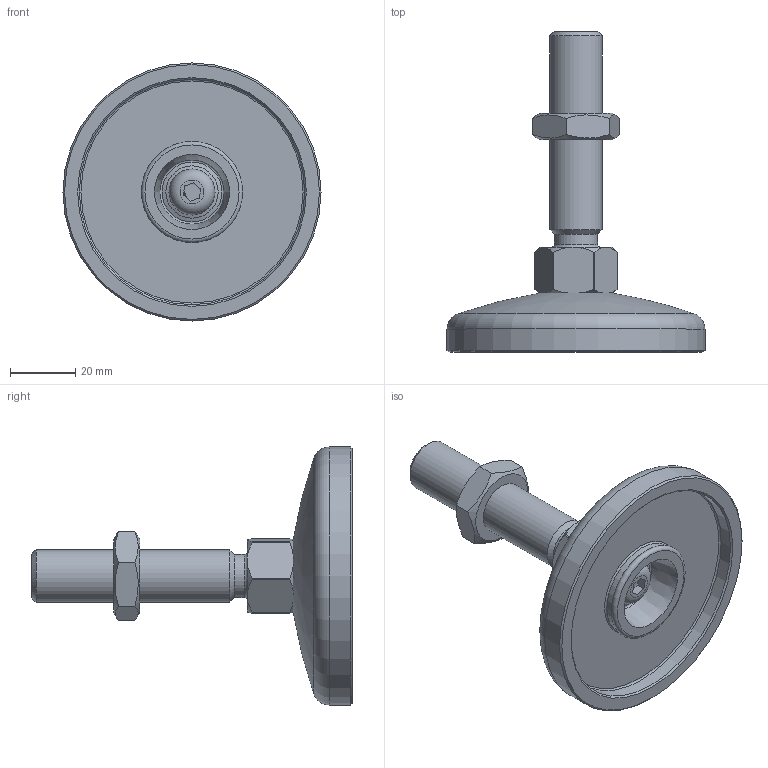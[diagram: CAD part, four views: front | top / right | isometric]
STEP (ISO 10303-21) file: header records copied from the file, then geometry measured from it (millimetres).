
FILE_DESCRIPTION(/* description */ ('KriTec Stellfuss VA 80 M16x66 verschraubt'),/* implementation_level */ '2;1');
FILE_NAME(/* name */ '10335_KriTec_Stellfuss_VA_80_M16x66_inkl_Kontermutter_1.stp',/* time_stamp */ '2019-12-02T15:58:58+01:00',/* author */ ('Steiner'),/* organization */ (''),/* preprocessor_version */ 'ST-DEVELOPER v17',/* originating_system */ 'Autodesk Inventor 2018',/* authorisation */ '');
FILE_SCHEMA (('AUTOMOTIVE_DESIGN { 1 0 10303 214 3 1 1 }'));
Length unit declared in the file: millimetre
Products named in the file (6): 10335; 22669; 10335_KriTec_Gewindestange_M16x66_VA_Edelstahl; ISO 4035 - M16 -; ISO 7380-1 - M8 x 20; DIN 125 - A 8,4
Assembly tree (5 placements, depth 2):
  10335
    22669
    10335_KriTec_Gewindestange_M16x66_VA_Edelstahl
    ISO 4035 - M16 -
    ISO 7380-1 - M8 x 20
    DIN 125 - A 8,4
Bounding box: 79 x 98.02 x 79 mm (x, y, z)
Volume: 72956.8 mm3; surface area: 22662.2 mm2
Topology: 5 solids, 5 shells, 79 faces, 209 edges, 144 vertices
Faces by surface type: plane 30, cone 21, cylinder 17, torus 8, sphere 2, bspline 1
Full cylindrical faces by diameter (mm): 6.8 x1, 8 x1, 8.4 x1, 13.2 x1, 13.835 x1, 14 x1, 16 x2, 30 x1, 69 x1, 79 x1
Entity records: 2840 total; most frequent: CARTESIAN_POINT 530, DIRECTION 470, ORIENTED_EDGE 414, EDGE_CURVE 207, AXIS2_PLACEMENT_3D 204, VERTEX_POINT 144, CIRCLE 114, EDGE_LOOP 91
